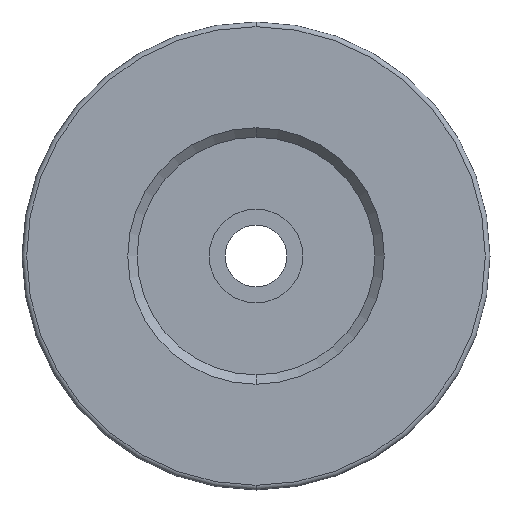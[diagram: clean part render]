
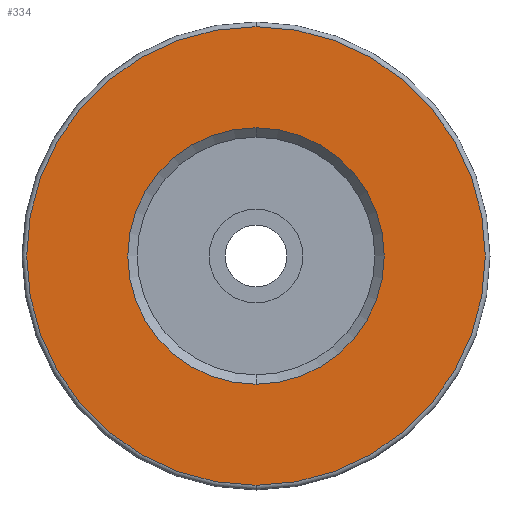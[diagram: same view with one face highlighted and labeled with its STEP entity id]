
A CAD part, front view. The second image highlights one B-rep face of the part: STEP entity #334.
In plain terms, the highlighted planar face has unit normal (0, -1, 0).
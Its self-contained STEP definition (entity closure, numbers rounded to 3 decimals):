
#17 = CIRCLE ( 'NONE', #402, 6.85 ) ;
#48 = AXIS2_PLACEMENT_3D ( 'NONE', #52, #196, #150 ) ;
#52 = CARTESIAN_POINT ( 'NONE',  ( -22.505, -4.952, 50. ) ) ;
#54 = ORIENTED_EDGE ( 'NONE', *, *, #470, .T. ) ;
#70 = CIRCLE ( 'NONE', #48, 6.85 ) ;
#79 = EDGE_LOOP ( 'NONE', ( #144, #453 ) ) ;
#90 = VERTEX_POINT ( 'NONE', #177 ) ;
#91 = ORIENTED_EDGE ( 'NONE', *, *, #245, .T. ) ;
#104 = PLANE ( 'NONE',  #349 ) ;
#123 = AXIS2_PLACEMENT_3D ( 'NONE', #289, #258, #579 ) ;
#138 = VERTEX_POINT ( 'NONE', #153 ) ;
#144 = ORIENTED_EDGE ( 'NONE', *, *, #547, .T. ) ;
#150 = DIRECTION ( 'NONE',  ( 0., 0., 1. ) ) ;
#153 = CARTESIAN_POINT ( 'NONE',  ( -22.505, -4.952, 56.85 ) ) ;
#160 = FACE_BOUND ( 'NONE', #79, .T. ) ;
#177 = CARTESIAN_POINT ( 'NONE',  ( -22.505, -4.952, 62.25 ) ) ;
#178 = EDGE_CURVE ( 'NONE', #138, #499, #70, .T. ) ;
#196 = DIRECTION ( 'NONE',  ( 0., 1., 0. ) ) ;
#210 = CARTESIAN_POINT ( 'NONE',  ( -22.505, -4.952, 50. ) ) ;
#240 = EDGE_LOOP ( 'NONE', ( #91, #54 ) ) ;
#245 = EDGE_CURVE ( 'NONE', #90, #339, #374, .T. ) ;
#258 = DIRECTION ( 'NONE',  ( 0., -1., 0. ) ) ;
#281 = DIRECTION ( 'NONE',  ( 0., 1., 0. ) ) ;
#289 = CARTESIAN_POINT ( 'NONE',  ( -22.505, -4.952, 50. ) ) ;
#320 = AXIS2_PLACEMENT_3D ( 'NONE', #569, #437, #386 ) ;
#328 = CARTESIAN_POINT ( 'NONE',  ( -22.505, -4.952, 50. ) ) ;
#334 = ADVANCED_FACE ( 'NONE', ( #558, #160 ), #104, .F. ) ;
#339 = VERTEX_POINT ( 'NONE', #461 ) ;
#341 = CARTESIAN_POINT ( 'NONE',  ( -22.505, -4.952, 43.15 ) ) ;
#349 = AXIS2_PLACEMENT_3D ( 'NONE', #328, #281, #512 ) ;
#374 = CIRCLE ( 'NONE', #123, 12.25 ) ;
#386 = DIRECTION ( 'NONE',  ( 0., 0., 1. ) ) ;
#402 = AXIS2_PLACEMENT_3D ( 'NONE', #210, #565, #532 ) ;
#437 = DIRECTION ( 'NONE',  ( 0., -1., 0. ) ) ;
#453 = ORIENTED_EDGE ( 'NONE', *, *, #178, .T. ) ;
#461 = CARTESIAN_POINT ( 'NONE',  ( -22.505, -4.952, 37.75 ) ) ;
#470 = EDGE_CURVE ( 'NONE', #339, #90, #521, .T. ) ;
#499 = VERTEX_POINT ( 'NONE', #341 ) ;
#512 = DIRECTION ( 'NONE',  ( 0., 0., 1. ) ) ;
#521 = CIRCLE ( 'NONE', #320, 12.25 ) ;
#532 = DIRECTION ( 'NONE',  ( 0., 0., 1. ) ) ;
#547 = EDGE_CURVE ( 'NONE', #499, #138, #17, .T. ) ;
#558 = FACE_OUTER_BOUND ( 'NONE', #240, .T. ) ;
#565 = DIRECTION ( 'NONE',  ( 0., 1., 0. ) ) ;
#569 = CARTESIAN_POINT ( 'NONE',  ( -22.505, -4.952, 50. ) ) ;
#579 = DIRECTION ( 'NONE',  ( 0., 0., 1. ) ) ;
